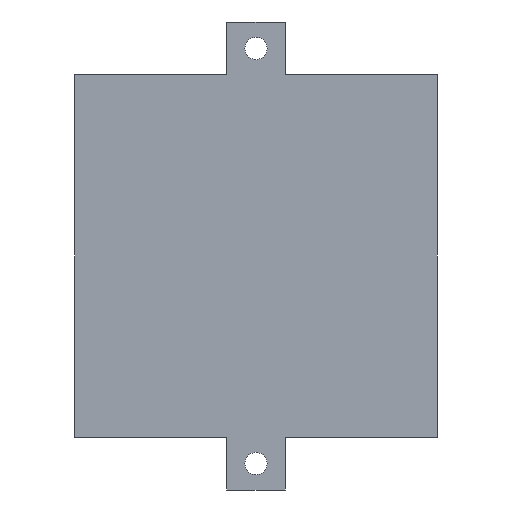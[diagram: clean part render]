
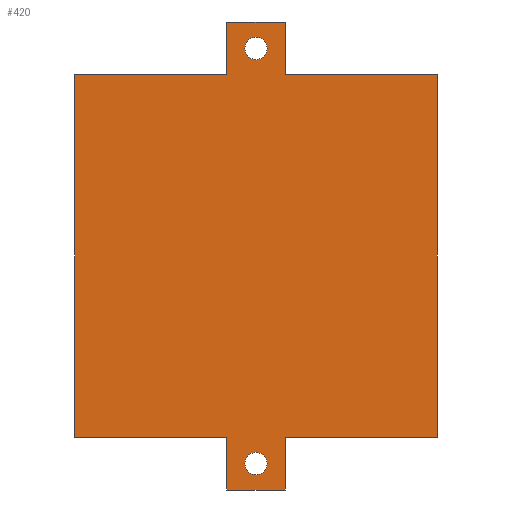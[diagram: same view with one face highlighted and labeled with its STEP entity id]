
A CAD part, front view. The second image highlights one B-rep face of the part: STEP entity #420.
In plain terms, the highlighted planar face has unit normal (0, -1, 0).
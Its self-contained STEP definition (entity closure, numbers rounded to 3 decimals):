
#21=FACE_BOUND('',#95,.T.);
#22=FACE_BOUND('',#96,.T.);
#40=PLANE('',#470);
#64=FACE_OUTER_BOUND('',#94,.T.);
#94=EDGE_LOOP('',(#377,#378,#379,#380,#381,#382,#383,#384,#385,#386,#387,
#388));
#95=EDGE_LOOP('',(#389));
#96=EDGE_LOOP('',(#390));
#111=LINE('',#649,#153);
#114=LINE('',#654,#156);
#116=LINE('',#658,#158);
#118=LINE('',#663,#160);
#121=LINE('',#669,#163);
#125=LINE('',#677,#167);
#128=LINE('',#683,#170);
#131=LINE('',#689,#173);
#133=LINE('',#691,#175);
#135=LINE('',#695,#177);
#137=LINE('',#698,#179);
#138=LINE('',#699,#180);
#153=VECTOR('',#537,10.);
#156=VECTOR('',#542,10.);
#158=VECTOR('',#546,10.);
#160=VECTOR('',#550,10.);
#163=VECTOR('',#555,10.);
#167=VECTOR('',#561,10.);
#170=VECTOR('',#566,10.);
#173=VECTOR('',#571,10.);
#175=VECTOR('',#573,10.);
#177=VECTOR('',#577,10.);
#179=VECTOR('',#581,10.);
#180=VECTOR('',#582,10.);
#190=CIRCLE('',#455,0.4);
#192=CIRCLE('',#458,0.4);
#210=VERTEX_POINT('',#637);
#212=VERTEX_POINT('',#643);
#213=VERTEX_POINT('',#647);
#214=VERTEX_POINT('',#648);
#215=VERTEX_POINT('',#653);
#216=VERTEX_POINT('',#657);
#217=VERTEX_POINT('',#661);
#218=VERTEX_POINT('',#662);
#219=VERTEX_POINT('',#667);
#220=VERTEX_POINT('',#668);
#223=VERTEX_POINT('',#676);
#225=VERTEX_POINT('',#682);
#227=VERTEX_POINT('',#688);
#228=VERTEX_POINT('',#694);
#251=EDGE_CURVE('',#210,#210,#190,.T.);
#254=EDGE_CURVE('',#212,#212,#192,.T.);
#255=EDGE_CURVE('',#213,#214,#111,.T.);
#258=EDGE_CURVE('',#214,#215,#114,.T.);
#260=EDGE_CURVE('',#215,#216,#116,.T.);
#262=EDGE_CURVE('',#217,#218,#118,.T.);
#265=EDGE_CURVE('',#219,#220,#121,.T.);
#269=EDGE_CURVE('',#223,#219,#125,.T.);
#272=EDGE_CURVE('',#225,#223,#128,.T.);
#275=EDGE_CURVE('',#227,#225,#131,.T.);
#277=EDGE_CURVE('',#220,#217,#133,.T.);
#279=EDGE_CURVE('',#228,#227,#135,.T.);
#281=EDGE_CURVE('',#213,#228,#137,.T.);
#282=EDGE_CURVE('',#218,#216,#138,.T.);
#377=ORIENTED_EDGE('',*,*,#265,.F.);
#378=ORIENTED_EDGE('',*,*,#269,.F.);
#379=ORIENTED_EDGE('',*,*,#272,.F.);
#380=ORIENTED_EDGE('',*,*,#275,.F.);
#381=ORIENTED_EDGE('',*,*,#279,.F.);
#382=ORIENTED_EDGE('',*,*,#281,.F.);
#383=ORIENTED_EDGE('',*,*,#255,.T.);
#384=ORIENTED_EDGE('',*,*,#258,.T.);
#385=ORIENTED_EDGE('',*,*,#260,.T.);
#386=ORIENTED_EDGE('',*,*,#282,.F.);
#387=ORIENTED_EDGE('',*,*,#262,.F.);
#388=ORIENTED_EDGE('',*,*,#277,.F.);
#389=ORIENTED_EDGE('',*,*,#251,.F.);
#390=ORIENTED_EDGE('',*,*,#254,.F.);
#420=ADVANCED_FACE('',(#64,#21,#22),#40,.F.);
#455=AXIS2_PLACEMENT_3D('',#639,#526,#527);
#458=AXIS2_PLACEMENT_3D('',#645,#533,#534);
#470=AXIS2_PLACEMENT_3D('',#701,#585,#586);
#526=DIRECTION('center_axis',(0.,-1.,0.));
#527=DIRECTION('ref_axis',(1.,0.,0.));
#533=DIRECTION('center_axis',(0.,-1.,0.));
#534=DIRECTION('ref_axis',(1.,0.,0.));
#537=DIRECTION('',(0.,0.,1.));
#542=DIRECTION('',(-1.,0.,0.));
#546=DIRECTION('',(0.,0.,-1.));
#550=DIRECTION('',(0.,0.,1.));
#555=DIRECTION('',(0.,0.,1.));
#561=DIRECTION('',(-1.,0.,0.));
#566=DIRECTION('',(0.,0.,-1.));
#571=DIRECTION('',(-1.,0.,0.));
#573=DIRECTION('',(-1.,0.,0.));
#577=DIRECTION('',(0.,0.,-1.));
#581=DIRECTION('',(1.,0.,0.));
#582=DIRECTION('',(1.,0.,0.));
#585=DIRECTION('center_axis',(0.,1.,0.));
#586=DIRECTION('ref_axis',(1.,0.,0.));
#637=CARTESIAN_POINT('',(-0.4,0.,7.45));
#639=CARTESIAN_POINT('Origin',(0.,0.,7.45));
#643=CARTESIAN_POINT('',(-0.4,0.,-7.45));
#645=CARTESIAN_POINT('Origin',(0.,0.,-7.45));
#647=CARTESIAN_POINT('',(1.05,0.,6.5));
#648=CARTESIAN_POINT('',(1.05,0.,8.4));
#649=CARTESIAN_POINT('',(1.05,0.,6.5));
#653=CARTESIAN_POINT('',(-1.05,0.,8.4));
#654=CARTESIAN_POINT('',(1.05,0.,8.4));
#657=CARTESIAN_POINT('',(-1.05,0.,6.5));
#658=CARTESIAN_POINT('',(-1.05,0.,8.4));
#661=CARTESIAN_POINT('',(-6.5,0.,-6.5));
#662=CARTESIAN_POINT('',(-6.5,0.,6.5));
#663=CARTESIAN_POINT('',(-6.5,0.,-6.5));
#667=CARTESIAN_POINT('',(-1.05,0.,-8.4));
#668=CARTESIAN_POINT('',(-1.05,0.,-6.5));
#669=CARTESIAN_POINT('',(-1.05,0.,-8.4));
#676=CARTESIAN_POINT('',(1.05,0.,-8.4));
#677=CARTESIAN_POINT('',(1.05,0.,-8.4));
#682=CARTESIAN_POINT('',(1.05,0.,-6.5));
#683=CARTESIAN_POINT('',(1.05,0.,-6.5));
#688=CARTESIAN_POINT('',(6.5,0.,-6.5));
#689=CARTESIAN_POINT('',(6.5,0.,-6.5));
#691=CARTESIAN_POINT('',(6.5,0.,-6.5));
#694=CARTESIAN_POINT('',(6.5,0.,6.5));
#695=CARTESIAN_POINT('',(6.5,0.,6.5));
#698=CARTESIAN_POINT('',(-6.5,0.,6.5));
#699=CARTESIAN_POINT('',(-6.5,0.,6.5));
#701=CARTESIAN_POINT('Origin',(0.,0.,0.));
